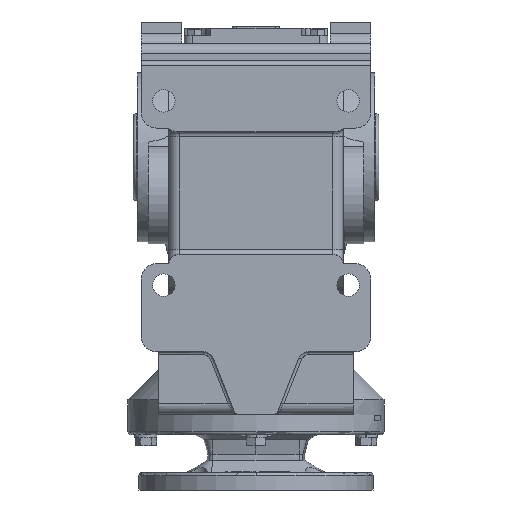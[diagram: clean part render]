
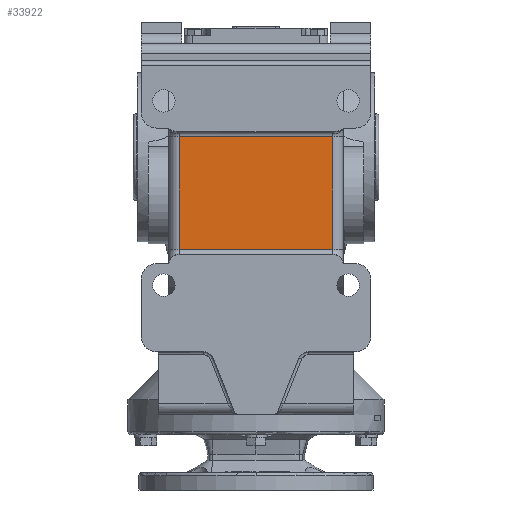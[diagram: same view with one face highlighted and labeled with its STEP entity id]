
A CAD part, front view. The second image highlights one B-rep face of the part: STEP entity #33922.
In plain terms, the highlighted planar face has unit normal (0, -1, 0).
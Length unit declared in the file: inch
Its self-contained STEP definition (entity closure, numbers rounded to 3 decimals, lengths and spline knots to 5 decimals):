
#403 = VERTEX_POINT ( 'NONE', #24451 ) ;
#878 = CARTESIAN_POINT ( 'NONE',  ( -4.88892, -7.07496, -1.08268 ) ) ;
#2314 = EDGE_CURVE ( 'NONE', #15599, #50258, #36965, .T. ) ;
#2412 = ORIENTED_EDGE ( 'NONE', *, *, #39885, .F. ) ;
#4729 = DIRECTION ( 'NONE',  ( 0., -1., 0. ) ) ;
#5214 = VECTOR ( 'NONE', #15421, 39.37008 ) ;
#6645 = VECTOR ( 'NONE', #21062, 39.37008 ) ;
#15421 = DIRECTION ( 'NONE',  ( -1., 0., 0. ) ) ;
#15599 = VERTEX_POINT ( 'NONE', #46648 ) ;
#19002 = VECTOR ( 'NONE', #20194, 39.37008 ) ;
#20165 = CARTESIAN_POINT ( 'NONE',  ( 2.47329, -7.07496, -1.08268 ) ) ;
#20194 = DIRECTION ( 'NONE',  ( 1., 0., 0. ) ) ;
#20210 = AXIS2_PLACEMENT_3D ( 'NONE', #24175, #4729, #32642 ) ;
#21062 = DIRECTION ( 'NONE',  ( 0., 0., 1. ) ) ;
#22049 = FACE_OUTER_BOUND ( 'NONE', #40362, .T. ) ;
#24175 = CARTESIAN_POINT ( 'NONE',  ( -4.88892, -7.07496, 3.24803 ) ) ;
#24451 = CARTESIAN_POINT ( 'NONE',  ( 2.47329, -7.07496, 3.24803 ) ) ;
#27898 = VECTOR ( 'NONE', #38364, 39.37008 ) ;
#29217 = ORIENTED_EDGE ( 'NONE', *, *, #48251, .F. ) ;
#31866 = CARTESIAN_POINT ( 'NONE',  ( -4.88892, -7.07496, 3.24803 ) ) ;
#32642 = DIRECTION ( 'NONE',  ( 0., 0., -1. ) ) ;
#32648 = CARTESIAN_POINT ( 'NONE',  ( -3.43223, -7.07496, 6.39764 ) ) ;
#33922 = ADVANCED_FACE ( 'NONE', ( #22049 ), #43977, .T. ) ;
#34860 = CARTESIAN_POINT ( 'NONE',  ( 2.47329, -7.07496, 6.39764 ) ) ;
#35477 = EDGE_CURVE ( 'NONE', #403, #35508, #38134, .T. ) ;
#35508 = VERTEX_POINT ( 'NONE', #43198 ) ;
#36965 = LINE ( 'NONE', #878, #19002 ) ;
#38134 = LINE ( 'NONE', #31866, #5214 ) ;
#38364 = DIRECTION ( 'NONE',  ( 0., 0., -1. ) ) ;
#39885 = EDGE_CURVE ( 'NONE', #403, #50258, #45307, .T. ) ;
#40362 = EDGE_LOOP ( 'NONE', ( #44197, #2412, #44474, #29217 ) ) ;
#43198 = CARTESIAN_POINT ( 'NONE',  ( -3.43223, -7.07496, 3.24803 ) ) ;
#43977 = PLANE ( 'NONE',  #20210 ) ;
#44197 = ORIENTED_EDGE ( 'NONE', *, *, #2314, .T. ) ;
#44474 = ORIENTED_EDGE ( 'NONE', *, *, #35477, .T. ) ;
#45307 = LINE ( 'NONE', #34860, #27898 ) ;
#46648 = CARTESIAN_POINT ( 'NONE',  ( -3.43223, -7.07496, -1.08268 ) ) ;
#47019 = LINE ( 'NONE', #32648, #6645 ) ;
#48251 = EDGE_CURVE ( 'NONE', #15599, #35508, #47019, .T. ) ;
#50258 = VERTEX_POINT ( 'NONE', #20165 ) ;
